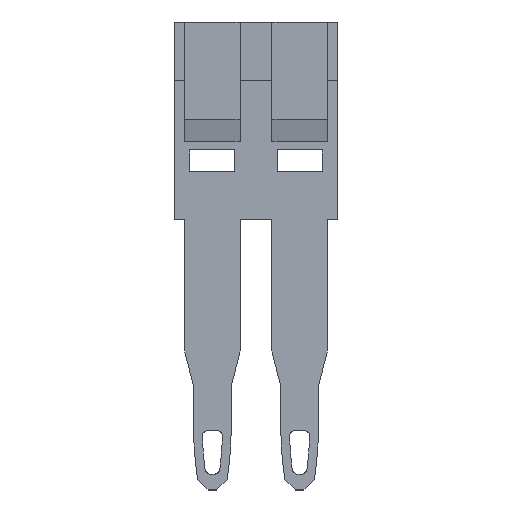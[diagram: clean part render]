
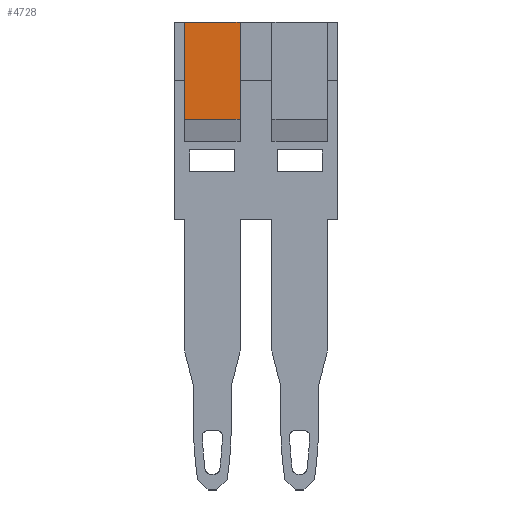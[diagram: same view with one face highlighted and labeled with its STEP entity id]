
A CAD part, top view. The second image highlights one B-rep face of the part: STEP entity #4728.
In plain terms, the highlighted face is planar.
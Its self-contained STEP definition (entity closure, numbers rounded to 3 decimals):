
#3907=DIRECTION('',(0.,1.,0.));
#3908=VECTOR('',#3907,6.707);
#3909=CARTESIAN_POINT('',(2.75,37.793,153.6));
#3910=LINE('',#3909,#3908);
#3928=DIRECTION('',(0.,0.,-1.));
#3929=VECTOR('',#3928,3.8);
#3930=CARTESIAN_POINT('',(2.75,44.5,157.4));
#3931=LINE('',#3930,#3929);
#3935=DIRECTION('',(0.,0.,-1.));
#3936=VECTOR('',#3935,3.8);
#3937=CARTESIAN_POINT('',(2.75,37.793,157.4));
#3938=LINE('',#3937,#3936);
#3970=DIRECTION('',(0.,-1.,0.));
#3971=VECTOR('',#3970,6.707);
#3972=CARTESIAN_POINT('',(2.75,44.5,157.4));
#3973=LINE('',#3972,#3971);
#4208=CARTESIAN_POINT('',(2.75,37.793,157.4));
#4210=VERTEX_POINT('',#4208);
#4214=CARTESIAN_POINT('',(2.75,37.793,153.6));
#4215=VERTEX_POINT('',#4214);
#4220=CARTESIAN_POINT('',(2.75,44.5,157.4));
#4221=VERTEX_POINT('',#4220);
#4228=CARTESIAN_POINT('',(2.75,44.5,153.6));
#4229=VERTEX_POINT('',#4228);
#4715=CARTESIAN_POINT('',(2.75,34.215,152.95));
#4716=DIRECTION('',(-1.,0.,0.));
#4717=DIRECTION('',(0.,0.,1.));
#4718=AXIS2_PLACEMENT_3D('',#4715,#4716,#4717);
#4719=PLANE('',#4718);
#4721=ORIENTED_EDGE('',*,*,#4720,.T.);
#4722=ORIENTED_EDGE('',*,*,#4699,.T.);
#4723=ORIENTED_EDGE('',*,*,#4594,.F.);
#4725=ORIENTED_EDGE('',*,*,#4724,.T.);
#4726=EDGE_LOOP('',(#4721,#4722,#4723,#4725));
#4727=FACE_OUTER_BOUND('',#4726,.F.);
#4594=EDGE_CURVE('',#4221,#4229,#3931,.T.);
#4699=EDGE_CURVE('',#4215,#4229,#3910,.T.);
#4720=EDGE_CURVE('',#4210,#4215,#3938,.T.);
#4724=EDGE_CURVE('',#4221,#4210,#3973,.T.);
#4728=ADVANCED_FACE('',(#4727),#4719,.T.);
